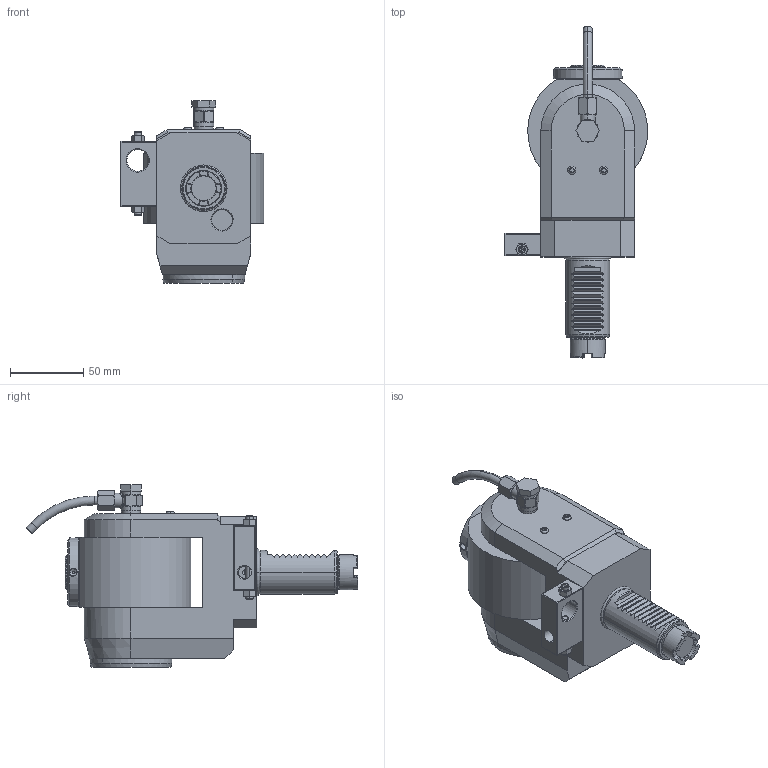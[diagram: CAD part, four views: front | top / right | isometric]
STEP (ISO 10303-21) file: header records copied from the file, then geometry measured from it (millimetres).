
FILE_DESCRIPTION((''),'2;1');
FILE_NAME('NGT1_30_555_16_1JA','2023-05-08T',('vali'),('NOVA GRUP'),'PRO/ENGINEER BY PARAMETRIC TECHNOLOGY CORPORATION, 2010280','PRO/ENGINEER BY PARAMETRIC TECHNOLOGY CORPORATION, 2010280','');
FILE_SCHEMA(('CONFIG_CONTROL_DESIGN'));
Length unit declared in the file: millimetre
Products named in the file (1): NGT1_30_555_16_1JA
Bounding box: 98 x 226.67 x 124.9 mm (x, y, z)
Volume: 771443.4 mm3; surface area: 75578.8 mm2
Topology: 1 solids, 3 shells, 568 faces, 1396 edges, 859 vertices
Faces by surface type: plane 236, cylinder 146, cone 90, bspline 62, torus 34
Entity records: 23743 total; most frequent: CARTESIAN_POINT 11105, ORIENTED_EDGE 2768, DIRECTION 2362, EDGE_CURVE 1384, AXIS2_PLACEMENT_3D 879, VERTEX_POINT 859, EDGE_LOOP 619, VECTOR 604
